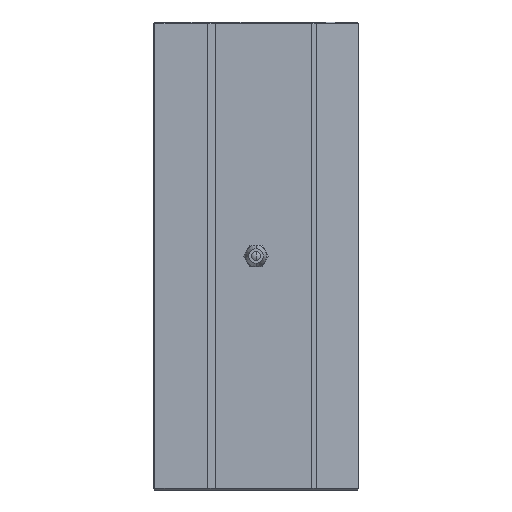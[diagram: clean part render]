
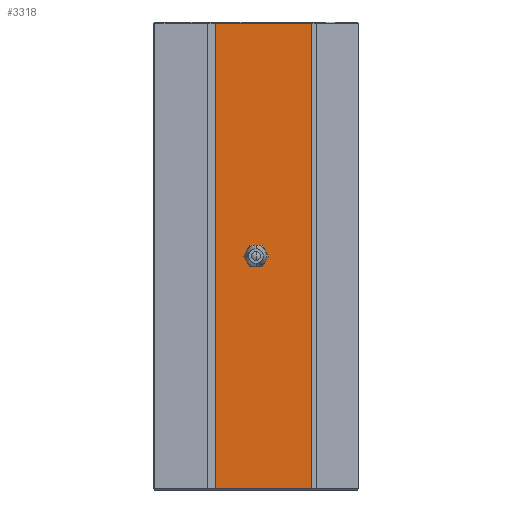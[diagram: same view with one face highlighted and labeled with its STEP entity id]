
A CAD part, left-side view. The second image highlights one B-rep face of the part: STEP entity #3318.
In plain terms, the highlighted planar face has unit normal (-1, 0, 0).
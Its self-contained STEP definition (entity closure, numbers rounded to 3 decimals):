
#56 = ORIENTED_EDGE ( 'NONE', *, *, #1600, .F. ) ;
#75 = DIRECTION ( 'NONE',  ( 0., 1., 0. ) ) ;
#129 = VERTEX_POINT ( 'NONE', #522 ) ;
#192 = CARTESIAN_POINT ( 'NONE',  ( -42.4, 0., -2.5 ) ) ;
#249 = EDGE_CURVE ( 'NONE', #2102, #746, #3074, .T. ) ;
#386 = VECTOR ( 'NONE', #3313, 1000. ) ;
#522 = CARTESIAN_POINT ( 'NONE',  ( -42.4, -18.5, -77. ) ) ;
#527 = ORIENTED_EDGE ( 'NONE', *, *, #3508, .T. ) ;
#538 = VERTEX_POINT ( 'NONE', #2179 ) ;
#549 = CARTESIAN_POINT ( 'NONE',  ( -42.4, -18.5, 77.5 ) ) ;
#553 = EDGE_CURVE ( 'NONE', #760, #129, #2340, .T. ) ;
#557 = ORIENTED_EDGE ( 'NONE', *, *, #3559, .T. ) ;
#746 = VERTEX_POINT ( 'NONE', #832 ) ;
#760 = VERTEX_POINT ( 'NONE', #1975 ) ;
#832 = CARTESIAN_POINT ( 'NONE',  ( -42.4, 0., 2.5 ) ) ;
#896 = AXIS2_PLACEMENT_3D ( 'NONE', #2388, #2936, #1305 ) ;
#1009 = PLANE ( 'NONE',  #896 ) ;
#1059 = VERTEX_POINT ( 'NONE', #1544 ) ;
#1305 = DIRECTION ( 'NONE',  ( 0., 1., 0. ) ) ;
#1527 = DIRECTION ( 'NONE',  ( 0., 0., 1. ) ) ;
#1544 = CARTESIAN_POINT ( 'NONE',  ( -42.4, 13.4, 77. ) ) ;
#1600 = EDGE_CURVE ( 'NONE', #746, #2102, #2523, .T. ) ;
#1679 = VECTOR ( 'NONE', #1906, 1000. ) ;
#1695 = FACE_BOUND ( 'NONE', #1811, .T. ) ;
#1811 = EDGE_LOOP ( 'NONE', ( #56, #3177 ) ) ;
#1906 = DIRECTION ( 'NONE',  ( 0., -1., 0. ) ) ;
#1975 = CARTESIAN_POINT ( 'NONE',  ( -42.4, 13.4, -77. ) ) ;
#2032 = DIRECTION ( 'NONE',  ( 0., 0., -1. ) ) ;
#2101 = LINE ( 'NONE', #549, #386 ) ;
#2102 = VERTEX_POINT ( 'NONE', #192 ) ;
#2179 = CARTESIAN_POINT ( 'NONE',  ( -42.4, -18.5, 77. ) ) ;
#2279 = EDGE_LOOP ( 'NONE', ( #557, #2484, #527, #3044 ) ) ;
#2308 = VECTOR ( 'NONE', #75, 1000. ) ;
#2313 = DIRECTION ( 'NONE',  ( 0., 0., 1. ) ) ;
#2340 = LINE ( 'NONE', #3500, #1679 ) ;
#2388 = CARTESIAN_POINT ( 'NONE',  ( -42.4, 13.4, 77.5 ) ) ;
#2484 = ORIENTED_EDGE ( 'NONE', *, *, #553, .T. ) ;
#2493 = DIRECTION ( 'NONE',  ( -1., 0., 0. ) ) ;
#2505 = AXIS2_PLACEMENT_3D ( 'NONE', #3031, #2493, #2313 ) ;
#2523 = CIRCLE ( 'NONE', #2505, 2.5 ) ;
#2549 = LINE ( 'NONE', #3611, #3088 ) ;
#2591 = CARTESIAN_POINT ( 'NONE',  ( -42.4, 0., 0. ) ) ;
#2716 = EDGE_CURVE ( 'NONE', #538, #1059, #3540, .T. ) ;
#2732 = AXIS2_PLACEMENT_3D ( 'NONE', #2591, #3141, #1527 ) ;
#2936 = DIRECTION ( 'NONE',  ( 1., 0., 0. ) ) ;
#3031 = CARTESIAN_POINT ( 'NONE',  ( -42.4, 0., 0. ) ) ;
#3044 = ORIENTED_EDGE ( 'NONE', *, *, #2716, .T. ) ;
#3074 = CIRCLE ( 'NONE', #2732, 2.5 ) ;
#3088 = VECTOR ( 'NONE', #2032, 1000. ) ;
#3136 = FACE_OUTER_BOUND ( 'NONE', #2279, .T. ) ;
#3141 = DIRECTION ( 'NONE',  ( -1., 0., 0. ) ) ;
#3177 = ORIENTED_EDGE ( 'NONE', *, *, #249, .F. ) ;
#3313 = DIRECTION ( 'NONE',  ( 0., 0., 1. ) ) ;
#3318 = ADVANCED_FACE ( 'NONE', ( #1695, #3136 ), #1009, .F. ) ;
#3484 = CARTESIAN_POINT ( 'NONE',  ( -42.4, 13.4, 77. ) ) ;
#3500 = CARTESIAN_POINT ( 'NONE',  ( -42.4, -18.5, -77. ) ) ;
#3508 = EDGE_CURVE ( 'NONE', #129, #538, #2101, .T. ) ;
#3540 = LINE ( 'NONE', #3484, #2308 ) ;
#3559 = EDGE_CURVE ( 'NONE', #1059, #760, #2549, .T. ) ;
#3611 = CARTESIAN_POINT ( 'NONE',  ( -42.4, 13.4, 77.5 ) ) ;
